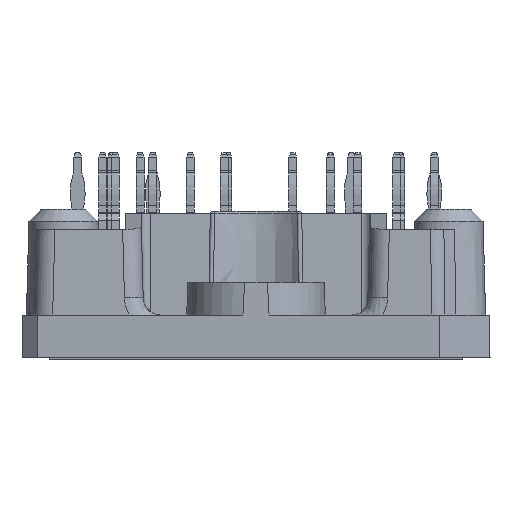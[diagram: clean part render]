
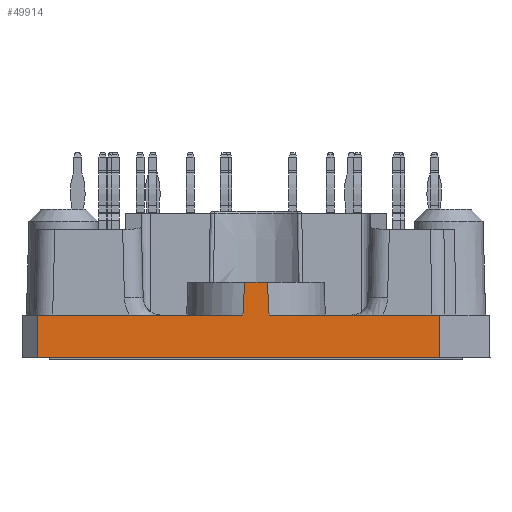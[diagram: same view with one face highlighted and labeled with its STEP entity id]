
A CAD part, left-side view. The second image highlights one B-rep face of the part: STEP entity #49914.
In plain terms, the highlighted planar face has unit normal (-1, 0, 0.018).
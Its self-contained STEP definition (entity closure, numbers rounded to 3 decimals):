
#94=B_SPLINE_CURVE_WITH_KNOTS('',3,(#75637,#75638,#75639,#75640),
 .UNSPECIFIED.,.F.,.F.,(4,4),(0.,0.003),.UNSPECIFIED.);
#101=B_SPLINE_CURVE_WITH_KNOTS('',3,(#75764,#75765,#75766,#75767),
 .UNSPECIFIED.,.F.,.F.,(4,4),(0.,0.003),.UNSPECIFIED.);
#10519=ORIENTED_EDGE('',*,*,#18634,.F.);
#10520=ORIENTED_EDGE('',*,*,#18635,.T.);
#10521=ORIENTED_EDGE('',*,*,#18463,.T.);
#10522=ORIENTED_EDGE('',*,*,#18578,.T.);
#10523=ORIENTED_EDGE('',*,*,#18636,.F.);
#10524=ORIENTED_EDGE('',*,*,#18580,.T.);
#10525=ORIENTED_EDGE('',*,*,#18447,.T.);
#10526=ORIENTED_EDGE('',*,*,#18633,.F.);
#18447=EDGE_CURVE('',#23191,#23192,#27089,.F.);
#18463=EDGE_CURVE('',#23206,#23205,#27097,.F.);
#18578=EDGE_CURVE('',#23205,#23278,#27179,.F.);
#18580=EDGE_CURVE('',#23280,#23191,#94,.T.);
#18633=EDGE_CURVE('',#23315,#23192,#101,.T.);
#18634=EDGE_CURVE('',#23316,#23315,#27206,.F.);
#18635=EDGE_CURVE('',#23316,#23206,#27207,.F.);
#18636=EDGE_CURVE('',#23280,#23278,#27208,.F.);
#23191=VERTEX_POINT('',#75284);
#23192=VERTEX_POINT('',#75286);
#23205=VERTEX_POINT('',#75349);
#23206=VERTEX_POINT('',#75351);
#23278=VERTEX_POINT('',#75632);
#23280=VERTEX_POINT('',#75641);
#23315=VERTEX_POINT('',#75763);
#23316=VERTEX_POINT('',#75770);
#27089=LINE('',#75287,#31157);
#27097=LINE('',#75350,#31165);
#27179=LINE('',#75633,#31247);
#27206=LINE('',#75769,#31274);
#27207=LINE('',#75771,#31275);
#27208=LINE('',#75772,#31276);
#31157=VECTOR('',#62641,1000.);
#31165=VECTOR('',#62667,1000.);
#31247=VECTOR('',#62859,1000.);
#31274=VECTOR('',#62962,1000.);
#31275=VECTOR('',#62963,1000.);
#31276=VECTOR('',#62964,1000.);
#34278=EDGE_LOOP('',(#10519,#10520,#10521,#10522,#10523,#10524,#10525,#10526));
#36802=FACE_BOUND('',#34278,.T.);
#38662=PLANE('',#53544);
#49914=ADVANCED_FACE('',(#36802),#38662,.T.);
#53544=AXIS2_PLACEMENT_3D('',#75768,#62960,#62961);
#62641=DIRECTION('',(0.,-1.,0.));
#62667=DIRECTION('',(0.,1.,0.));
#62859=DIRECTION('',(-0.017,-0.007,-1.));
#62960=DIRECTION('',(-1.,0.,0.017));
#62961=DIRECTION('',(0.017,0.,1.));
#62962=DIRECTION('',(0.,1.,0.));
#62963=DIRECTION('',(0.017,-0.017,1.));
#62964=DIRECTION('',(0.,1.,0.));
#75284=CARTESIAN_POINT('',(-40.895,-0.913,6.));
#75286=CARTESIAN_POINT('',(-40.895,0.913,6.));
#75287=CARTESIAN_POINT('',(-40.895,0.,6.));
#75349=CARTESIAN_POINT('',(-41.,-14.7,0.));
#75350=CARTESIAN_POINT('',(-41.,0.,0.));
#75351=CARTESIAN_POINT('',(-41.,17.49,0.));
#75632=CARTESIAN_POINT('',(-40.941,-14.675,3.4));
#75633=CARTESIAN_POINT('',(-40.998,-14.699,0.134));
#75637=CARTESIAN_POINT('',(-40.941,-1.044,3.4));
#75638=CARTESIAN_POINT('',(-40.926,-1.003,4.267));
#75639=CARTESIAN_POINT('',(-40.91,-0.959,5.133));
#75640=CARTESIAN_POINT('',(-40.895,-0.913,6.));
#75641=CARTESIAN_POINT('',(-40.941,-1.044,3.4));
#75763=CARTESIAN_POINT('',(-40.941,1.044,3.4));
#75764=CARTESIAN_POINT('',(-40.941,1.044,3.4));
#75765=CARTESIAN_POINT('',(-40.926,1.003,4.267));
#75766=CARTESIAN_POINT('',(-40.91,0.959,5.133));
#75767=CARTESIAN_POINT('',(-40.895,0.913,6.));
#75768=CARTESIAN_POINT('',(-41.,0.,0.));
#75769=CARTESIAN_POINT('',(-40.941,0.,3.4));
#75770=CARTESIAN_POINT('',(-40.941,17.43,3.4));
#75771=CARTESIAN_POINT('',(-40.995,17.484,0.305));
#75772=CARTESIAN_POINT('',(-40.941,0.,3.4));
